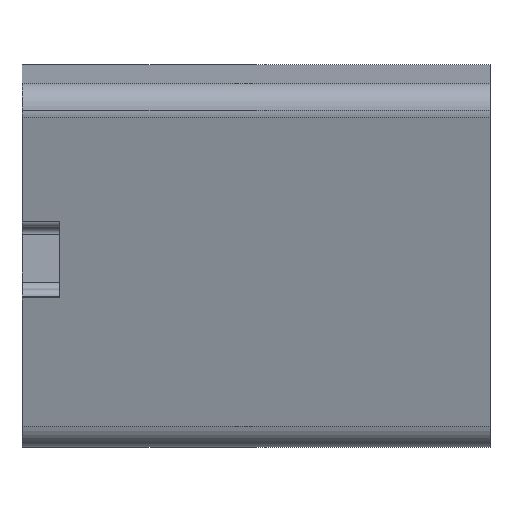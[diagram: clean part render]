
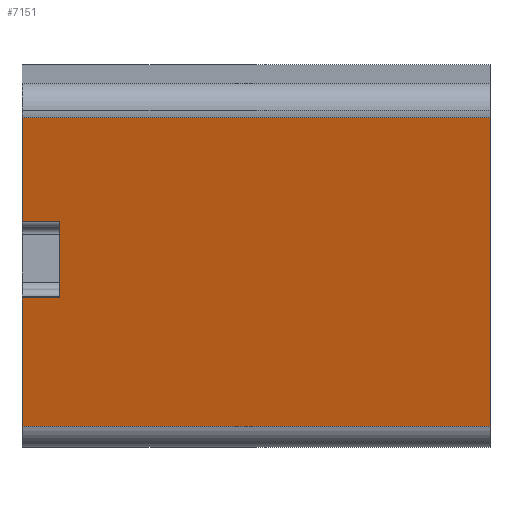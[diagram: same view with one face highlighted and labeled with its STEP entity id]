
A CAD part, top view. The second image highlights one B-rep face of the part: STEP entity #7151.
In plain terms, the highlighted planar face has unit normal (0, -0.258, 0.966).
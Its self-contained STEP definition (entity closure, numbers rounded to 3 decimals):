
#126 = CARTESIAN_POINT ( 'NONE',  ( 90., -99.193, 3. ) ) ;
#173 = LINE ( 'NONE', #2558, #4736 ) ;
#174 = CARTESIAN_POINT ( 'NONE',  ( 90., -54.953, 14.797 ) ) ;
#176 = DIRECTION ( 'NONE',  ( 0., -0.966, -0.258 ) ) ;
#241 = DIRECTION ( 'NONE',  ( -1., 0., 0. ) ) ;
#322 = DIRECTION ( 'NONE',  ( 0., -0.966, -0.258 ) ) ;
#387 = VECTOR ( 'NONE', #1758, 1000. ) ;
#576 = CARTESIAN_POINT ( 'NONE',  ( -10., -54.953, 14.797 ) ) ;
#605 = ORIENTED_EDGE ( 'NONE', *, *, #3573, .F. ) ;
#710 = DIRECTION ( 'NONE',  ( 1., 0., 0. ) ) ;
#800 = LINE ( 'NONE', #126, #2031 ) ;
#849 = ORIENTED_EDGE ( 'NONE', *, *, #1196, .T. ) ;
#891 = ORIENTED_EDGE ( 'NONE', *, *, #6468, .T. ) ;
#1076 = EDGE_CURVE ( 'NONE', #7731, #2064, #4679, .T. ) ;
#1106 = VECTOR ( 'NONE', #176, 1000. ) ;
#1115 = VECTOR ( 'NONE', #322, 1000. ) ;
#1196 = EDGE_CURVE ( 'NONE', #7096, #4670, #1868, .T. ) ;
#1351 = LINE ( 'NONE', #4282, #4979 ) ;
#1671 = ORIENTED_EDGE ( 'NONE', *, *, #7557, .T. ) ;
#1757 = CARTESIAN_POINT ( 'NONE',  ( 90., 10.957, 32.374 ) ) ;
#1758 = DIRECTION ( 'NONE',  ( -1., 0., 0. ) ) ;
#1868 = LINE ( 'NONE', #3035, #387 ) ;
#1900 = CARTESIAN_POINT ( 'NONE',  ( -1.9, -11.316, 26.434 ) ) ;
#1964 = ORIENTED_EDGE ( 'NONE', *, *, #1076, .T. ) ;
#2031 = VECTOR ( 'NONE', #4264, 1000. ) ;
#2064 = VERTEX_POINT ( 'NONE', #2880 ) ;
#2207 = CARTESIAN_POINT ( 'NONE',  ( -1.9, -11.316, 26.434 ) ) ;
#2384 = VERTEX_POINT ( 'NONE', #576 ) ;
#2461 = ORIENTED_EDGE ( 'NONE', *, *, #5697, .T. ) ;
#2477 = DIRECTION ( 'NONE',  ( 1., 0., 0. ) ) ;
#2558 = CARTESIAN_POINT ( 'NONE',  ( 90., 10.957, 32.374 ) ) ;
#2767 = ORIENTED_EDGE ( 'NONE', *, *, #6991, .T. ) ;
#2880 = CARTESIAN_POINT ( 'NONE',  ( -10., -11.316, 26.434 ) ) ;
#3035 = CARTESIAN_POINT ( 'NONE',  ( 90., -27.556, 22.103 ) ) ;
#3229 = CARTESIAN_POINT ( 'NONE',  ( -10., -27.556, 22.103 ) ) ;
#3284 = DIRECTION ( 'NONE',  ( 0., 0.258, -0.966 ) ) ;
#3573 = EDGE_CURVE ( 'NONE', #5650, #7504, #800, .T. ) ;
#3714 = LINE ( 'NONE', #1900, #6003 ) ;
#3903 = CARTESIAN_POINT ( 'NONE',  ( -10., 10.957, 32.374 ) ) ;
#4264 = DIRECTION ( 'NONE',  ( 0., -0.966, -0.258 ) ) ;
#4282 = CARTESIAN_POINT ( 'NONE',  ( 90., -54.953, 14.797 ) ) ;
#4340 = AXIS2_PLACEMENT_3D ( 'NONE', #5691, #3284, #7497 ) ;
#4670 = VERTEX_POINT ( 'NONE', #3229 ) ;
#4679 = LINE ( 'NONE', #7745, #6904 ) ;
#4736 = VECTOR ( 'NONE', #241, 1000. ) ;
#4950 = FACE_OUTER_BOUND ( 'NONE', #6492, .T. ) ;
#4979 = VECTOR ( 'NONE', #710, 1000. ) ;
#5061 = CARTESIAN_POINT ( 'NONE',  ( -10., -99.193, 3. ) ) ;
#5644 = LINE ( 'NONE', #5061, #1115 ) ;
#5650 = VERTEX_POINT ( 'NONE', #1757 ) ;
#5691 = CARTESIAN_POINT ( 'NONE',  ( 90., -99.193, 3. ) ) ;
#5697 = EDGE_CURVE ( 'NONE', #7372, #7096, #6177, .T. ) ;
#5821 = DIRECTION ( 'NONE',  ( 0., -0.966, -0.258 ) ) ;
#5897 = EDGE_CURVE ( 'NONE', #4670, #2384, #5644, .T. ) ;
#6003 = VECTOR ( 'NONE', #2477, 1000. ) ;
#6177 = LINE ( 'NONE', #7292, #1106 ) ;
#6468 = EDGE_CURVE ( 'NONE', #5650, #7731, #173, .T. ) ;
#6492 = EDGE_LOOP ( 'NONE', ( #1964, #1671, #2461, #849, #6920, #2767, #605, #891 ) ) ;
#6727 = CARTESIAN_POINT ( 'NONE',  ( -1.9, -27.556, 22.103 ) ) ;
#6904 = VECTOR ( 'NONE', #5821, 1000. ) ;
#6920 = ORIENTED_EDGE ( 'NONE', *, *, #5897, .T. ) ;
#6991 = EDGE_CURVE ( 'NONE', #2384, #7504, #1351, .T. ) ;
#7096 = VERTEX_POINT ( 'NONE', #6727 ) ;
#7151 = ADVANCED_FACE ( 'NONE', ( #4950 ), #7374, .F. ) ;
#7292 = CARTESIAN_POINT ( 'NONE',  ( -1.9, -99.193, 3. ) ) ;
#7372 = VERTEX_POINT ( 'NONE', #2207 ) ;
#7374 = PLANE ( 'NONE',  #4340 ) ;
#7497 = DIRECTION ( 'NONE',  ( 0., 0.966, 0.258 ) ) ;
#7504 = VERTEX_POINT ( 'NONE', #174 ) ;
#7557 = EDGE_CURVE ( 'NONE', #2064, #7372, #3714, .T. ) ;
#7731 = VERTEX_POINT ( 'NONE', #3903 ) ;
#7745 = CARTESIAN_POINT ( 'NONE',  ( -10., -99.193, 3. ) ) ;
